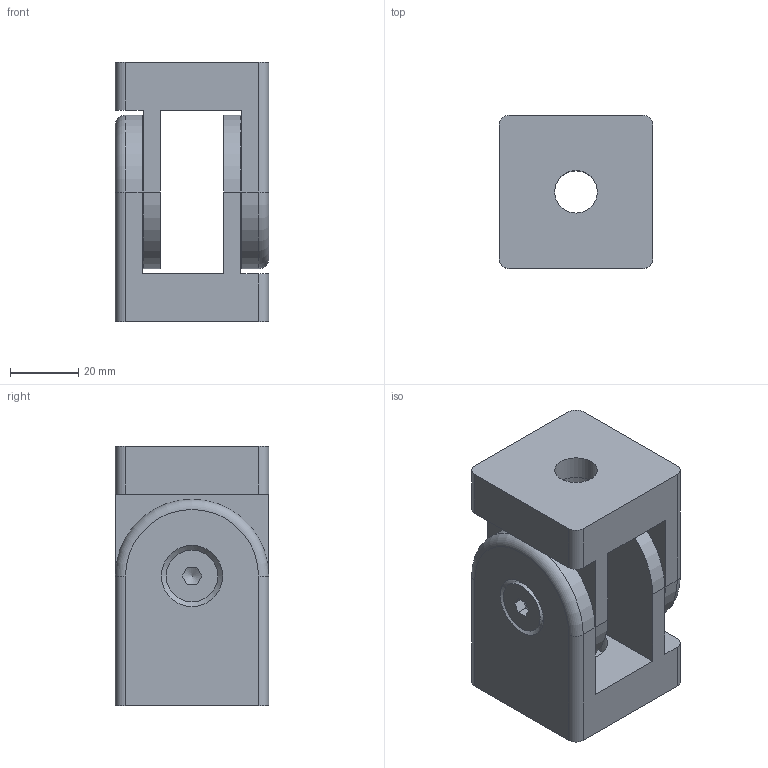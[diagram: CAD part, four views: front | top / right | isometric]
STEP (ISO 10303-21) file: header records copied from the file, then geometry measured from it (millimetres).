
FILE_DESCRIPTION(('STEP AP203'),'1');
FILE_NAME('FIXE10B1013.stp','2023-10-17T09:31:27',(' '),(' '),'Spatial InterOp 3D',' ',' ');
FILE_SCHEMA(('CONFIG_CONTROL_DESIGN'));
Length unit declared in the file: millimetre
Products named in the file (3): Articulation réglable 10 45x45 H38; Vis FHC - M8x12; Demi_Articulation 10 45x45 H38
Assembly tree (4 placements, depth 2):
  Articulation réglable 10 45x45 H38
    Vis FHC - M8x12  x2
    Demi_Articulation 10 45x45 H38  x2
Bounding box: 45 x 45 x 76 mm (x, y, z)
Volume: 98637.8 mm3; surface area: 32020.6 mm2
Topology: 4 solids, 4 shells, 74 faces, 182 edges, 118 vertices
Faces by surface type: plane 38, cylinder 26, cone 8, torus 2
Full cylindrical faces by diameter (mm): 6.8 x2, 8 x4, 9 x2, 12.5 x2, 15.24 x2, 18.5 x2
Entity records: 1788 total; most frequent: CARTESIAN_POINT 253, DIRECTION 180, ORIENTED_EDGE 152, PROPERTY_DEFINITION_REPRESENTATION 90, GENERAL_PROPERTY_ASSOCIATION 90, PROPERTY_DEFINITION 90, REPRESENTATION 90, GENERAL_PROPERTY 90
